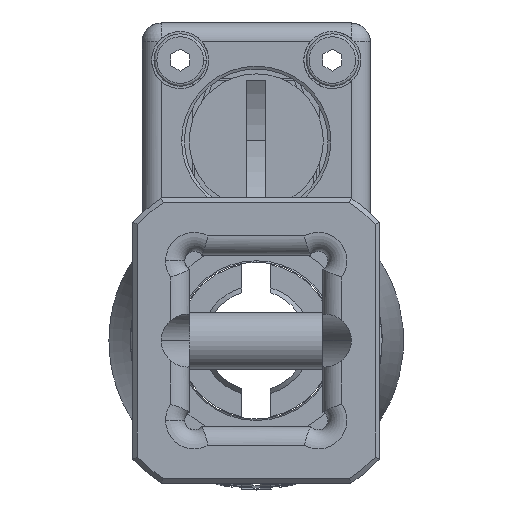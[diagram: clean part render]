
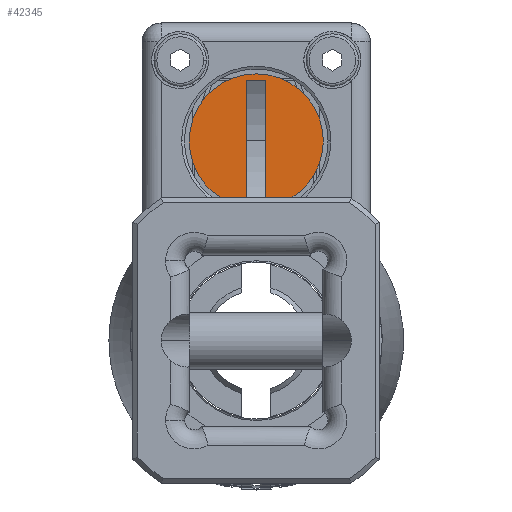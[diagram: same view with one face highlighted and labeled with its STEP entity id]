
A CAD part, front view. The second image highlights one B-rep face of the part: STEP entity #42345.
In plain terms, the highlighted planar face has unit normal (0, -1, 0).
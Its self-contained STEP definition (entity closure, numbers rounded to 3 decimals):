
#189 = VECTOR ( 'NONE', #18074, 1000. ) ;
#716 = DIRECTION ( 'NONE',  ( 0., 1., 0. ) ) ;
#1147 = LINE ( 'NONE', #40063, #36928 ) ;
#1255 = DIRECTION ( 'NONE',  ( -1., 0., 0. ) ) ;
#2078 = CARTESIAN_POINT ( 'NONE',  ( -18.076, -5.885, 313.325 ) ) ;
#2719 = EDGE_CURVE ( 'NONE', #26676, #32378, #33691, .T. ) ;
#4205 = DIRECTION ( 'NONE',  ( -1., 0., 0. ) ) ;
#5031 = LINE ( 'NONE', #33237, #21892 ) ;
#6035 = CARTESIAN_POINT ( 'NONE',  ( -24.126, -5.885, 307. ) ) ;
#8303 = DIRECTION ( 'NONE',  ( 0., 1., 0. ) ) ;
#9716 = DIRECTION ( 'NONE',  ( 0., 0., 1. ) ) ;
#9846 = VERTEX_POINT ( 'NONE', #10237 ) ;
#10237 = CARTESIAN_POINT ( 'NONE',  ( -18.076, -5.885, 300.675 ) ) ;
#12366 = EDGE_CURVE ( 'NONE', #18805, #27530, #17080, .T. ) ;
#13718 = ORIENTED_EDGE ( 'NONE', *, *, #12366, .F. ) ;
#14681 = CARTESIAN_POINT ( 'NONE',  ( -18.076, -5.885, 313.325 ) ) ;
#15048 = EDGE_CURVE ( 'NONE', #9846, #22475, #33097, .T. ) ;
#15265 = ORIENTED_EDGE ( 'NONE', *, *, #16075, .T. ) ;
#15704 = ORIENTED_EDGE ( 'NONE', *, *, #19610, .F. ) ;
#16075 = EDGE_CURVE ( 'NONE', #9846, #27530, #1147, .T. ) ;
#16191 = ORIENTED_EDGE ( 'NONE', *, *, #2719, .F. ) ;
#17080 = LINE ( 'NONE', #14681, #189 ) ;
#18074 = DIRECTION ( 'NONE',  ( -1., 0., 0. ) ) ;
#18269 = CIRCLE ( 'NONE', #22509, 7.05 ) ;
#18805 = VERTEX_POINT ( 'NONE', #19987 ) ;
#18862 = EDGE_LOOP ( 'NONE', ( #38940, #15265, #13718, #15704 ) ) ;
#19049 = AXIS2_PLACEMENT_3D ( 'NONE', #20989, #8303, #4205 ) ;
#19610 = EDGE_CURVE ( 'NONE', #22475, #18805, #5031, .T. ) ;
#19987 = CARTESIAN_POINT ( 'NONE',  ( -16.076, -5.885, 313.325 ) ) ;
#20706 = DIRECTION ( 'NONE',  ( 0., 0., 1. ) ) ;
#20943 = CARTESIAN_POINT ( 'NONE',  ( -17.076, -5.885, 307. ) ) ;
#20989 = CARTESIAN_POINT ( 'NONE',  ( -17.076, -5.885, 307. ) ) ;
#21485 = DIRECTION ( 'NONE',  ( 0., 1., 0. ) ) ;
#21892 = VECTOR ( 'NONE', #9716, 1000. ) ;
#22212 = CARTESIAN_POINT ( 'NONE',  ( -16.076, -5.885, 300.675 ) ) ;
#22475 = VERTEX_POINT ( 'NONE', #22212 ) ;
#22509 = AXIS2_PLACEMENT_3D ( 'NONE', #20943, #716, #24313 ) ;
#24313 = DIRECTION ( 'NONE',  ( -1., 0., 0. ) ) ;
#24556 = FACE_BOUND ( 'NONE', #18862, .T. ) ;
#26094 = EDGE_LOOP ( 'NONE', ( #34839, #16191 ) ) ;
#26676 = VERTEX_POINT ( 'NONE', #35702 ) ;
#27530 = VERTEX_POINT ( 'NONE', #2078 ) ;
#28060 = PLANE ( 'NONE',  #35151 ) ;
#32071 = VECTOR ( 'NONE', #38119, 1000. ) ;
#32378 = VERTEX_POINT ( 'NONE', #6035 ) ;
#33097 = LINE ( 'NONE', #40927, #32071 ) ;
#33237 = CARTESIAN_POINT ( 'NONE',  ( -16.076, -5.885, 307. ) ) ;
#33433 = FACE_OUTER_BOUND ( 'NONE', #26094, .T. ) ;
#33691 = CIRCLE ( 'NONE', #19049, 7.05 ) ;
#34839 = ORIENTED_EDGE ( 'NONE', *, *, #42009, .F. ) ;
#35151 = AXIS2_PLACEMENT_3D ( 'NONE', #41589, #21485, #1255 ) ;
#35702 = CARTESIAN_POINT ( 'NONE',  ( -10.026, -5.885, 307. ) ) ;
#36928 = VECTOR ( 'NONE', #20706, 1000. ) ;
#38119 = DIRECTION ( 'NONE',  ( 1., 0., 0. ) ) ;
#38940 = ORIENTED_EDGE ( 'NONE', *, *, #15048, .F. ) ;
#40063 = CARTESIAN_POINT ( 'NONE',  ( -18.076, -5.885, 307. ) ) ;
#40927 = CARTESIAN_POINT ( 'NONE',  ( -18.076, -5.885, 300.675 ) ) ;
#41589 = CARTESIAN_POINT ( 'NONE',  ( -17.076, -5.885, 307. ) ) ;
#42009 = EDGE_CURVE ( 'NONE', #32378, #26676, #18269, .T. ) ;
#42345 = ADVANCED_FACE ( 'NONE', ( #24556, #33433 ), #28060, .F. ) ;
